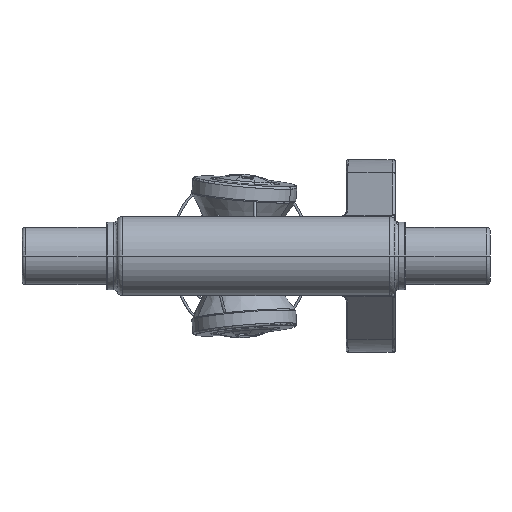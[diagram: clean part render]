
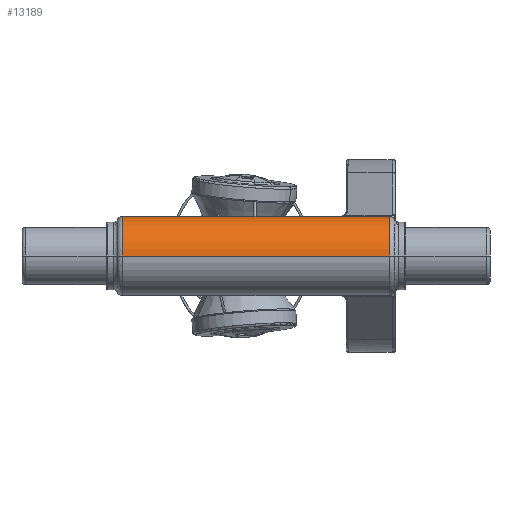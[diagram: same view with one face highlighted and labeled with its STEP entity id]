
A CAD part, front view. The second image highlights one B-rep face of the part: STEP entity #13189.
In plain terms, the highlighted cylindrical face has radius 3.45 mm (diameter 6.9 mm), a partial arc.
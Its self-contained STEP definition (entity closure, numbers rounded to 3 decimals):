
#730=B_SPLINE_CURVE_WITH_KNOTS('',3,(#22155,#22156,#22157,#22158),
 .UNSPECIFIED.,.F.,.F.,(4,4),(0.,1.),.UNSPECIFIED.);
#731=B_SPLINE_CURVE_WITH_KNOTS('',3,(#22160,#22161,#22162,#22163),
 .UNSPECIFIED.,.F.,.F.,(4,4),(0.,1.),.UNSPECIFIED.);
#732=B_SPLINE_CURVE_WITH_KNOTS('',3,(#22167,#22168,#22169,#22170),
 .UNSPECIFIED.,.F.,.F.,(4,4),(0.,1.),.UNSPECIFIED.);
#733=B_SPLINE_CURVE_WITH_KNOTS('',3,(#22172,#22173,#22174,#22175),
 .UNSPECIFIED.,.F.,.F.,(4,4),(0.,1.),.UNSPECIFIED.);
#2798=LINE('',#22150,#3090);
#2799=LINE('',#22165,#3091);
#3090=VECTOR('',#20066,1000.);
#3091=VECTOR('',#20069,1000.);
#3436=ORIENTED_EDGE('',*,*,#6142,.T.);
#3437=ORIENTED_EDGE('',*,*,#6143,.T.);
#3438=ORIENTED_EDGE('',*,*,#6144,.T.);
#3439=ORIENTED_EDGE('',*,*,#6145,.T.);
#3440=ORIENTED_EDGE('',*,*,#6146,.T.);
#3441=ORIENTED_EDGE('',*,*,#6147,.T.);
#3442=ORIENTED_EDGE('',*,*,#6148,.T.);
#3443=ORIENTED_EDGE('',*,*,#6149,.T.);
#6142=EDGE_CURVE('',#8848,#8849,#2798,.F.);
#6143=EDGE_CURVE('',#8849,#8850,#11502,.F.);
#6144=EDGE_CURVE('',#8850,#8851,#730,.T.);
#6145=EDGE_CURVE('',#8851,#8852,#731,.T.);
#6146=EDGE_CURVE('',#8852,#8853,#2799,.T.);
#6147=EDGE_CURVE('',#8853,#8854,#732,.T.);
#6148=EDGE_CURVE('',#8854,#8855,#733,.T.);
#6149=EDGE_CURVE('',#8855,#8848,#11503,.T.);
#8848=VERTEX_POINT('',#22151);
#8849=VERTEX_POINT('',#22152);
#8850=VERTEX_POINT('',#22154);
#8851=VERTEX_POINT('',#22159);
#8852=VERTEX_POINT('',#22164);
#8853=VERTEX_POINT('',#22166);
#8854=VERTEX_POINT('',#22171);
#8855=VERTEX_POINT('',#22176);
#11502=CIRCLE('',#19317,3.45);
#11503=CIRCLE('',#19318,3.45);
#11813=EDGE_LOOP('',(#3436,#3437,#3438,#3439,#3440,#3441,#3442,#3443));
#12429=FACE_BOUND('',#11813,.T.);
#13040=CYLINDRICAL_SURFACE('',#19316,3.45);
#13189=ADVANCED_FACE('',(#12429),#13040,.F.);
#19316=AXIS2_PLACEMENT_3D('',#22149,#20064,#20065);
#19317=AXIS2_PLACEMENT_3D('',#22153,#20067,#20068);
#19318=AXIS2_PLACEMENT_3D('',#22177,#20070,#20071);
#20064=DIRECTION('',(1.,0.,0.));
#20065=DIRECTION('',(0.,0.,-1.));
#20066=DIRECTION('',(1.,0.,0.));
#20067=DIRECTION('',(1.,0.,0.));
#20068=DIRECTION('',(0.,0.,-1.));
#20069=DIRECTION('',(1.,0.,0.));
#20070=DIRECTION('',(1.,0.,0.));
#20071=DIRECTION('',(0.,0.,-1.));
#22149=CARTESIAN_POINT('',(-11.65,0.,0.));
#22150=CARTESIAN_POINT('',(-11.65,-3.45,0.));
#22151=CARTESIAN_POINT('',(11.65,-3.45,0.));
#22152=CARTESIAN_POINT('',(-11.65,-3.45,0.));
#22153=CARTESIAN_POINT('',(-11.65,0.,0.));
#22154=CARTESIAN_POINT('',(-11.65,2.216,2.644));
#22155=CARTESIAN_POINT('',(-11.65,2.216,2.644));
#22156=CARTESIAN_POINT('',(-11.45,1.996,2.828));
#22157=CARTESIAN_POINT('',(-11.285,1.759,2.98));
#22158=CARTESIAN_POINT('',(-11.155,1.515,3.1));
#22159=CARTESIAN_POINT('',(-11.155,1.515,3.1));
#22160=CARTESIAN_POINT('',(-11.155,1.515,3.1));
#22161=CARTESIAN_POINT('',(-10.99,1.204,3.251));
#22162=CARTESIAN_POINT('',(-10.684,0.7,3.45));
#22163=CARTESIAN_POINT('',(-10.236,0.,3.45));
#22164=CARTESIAN_POINT('',(-10.236,0.,3.45));
#22165=CARTESIAN_POINT('',(-11.65,0.,3.45));
#22166=CARTESIAN_POINT('',(10.236,0.,3.45));
#22167=CARTESIAN_POINT('',(10.236,0.,3.45));
#22168=CARTESIAN_POINT('',(10.684,0.7,3.45));
#22169=CARTESIAN_POINT('',(10.99,1.204,3.251));
#22170=CARTESIAN_POINT('',(11.155,1.515,3.1));
#22171=CARTESIAN_POINT('',(11.155,1.515,3.1));
#22172=CARTESIAN_POINT('',(11.155,1.515,3.1));
#22173=CARTESIAN_POINT('',(11.285,1.759,2.98));
#22174=CARTESIAN_POINT('',(11.45,1.996,2.828));
#22175=CARTESIAN_POINT('',(11.65,2.216,2.644));
#22176=CARTESIAN_POINT('',(11.65,2.216,2.644));
#22177=CARTESIAN_POINT('',(11.65,0.,0.));
